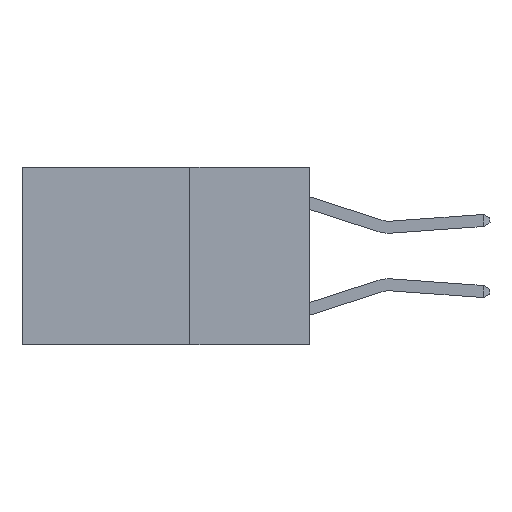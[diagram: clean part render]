
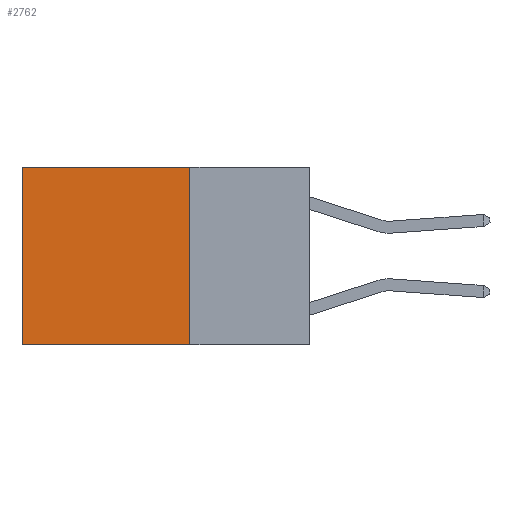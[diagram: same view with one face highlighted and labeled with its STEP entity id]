
A CAD part, left-side view. The second image highlights one B-rep face of the part: STEP entity #2762.
In plain terms, the highlighted planar face has unit normal (-1, 0, 0).
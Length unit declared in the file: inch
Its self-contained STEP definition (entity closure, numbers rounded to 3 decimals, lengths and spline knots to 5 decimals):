
#18 = EDGE_CURVE ( 'NONE', #15334, #7763, #8178, .T. ) ;
#450 = ORIENTED_EDGE ( 'NONE', *, *, #2364, .T. ) ;
#935 = ORIENTED_EDGE ( 'NONE', *, *, #10231, .F. ) ;
#1824 = ORIENTED_EDGE ( 'NONE', *, *, #7955, .F. ) ;
#1869 = CARTESIAN_POINT ( 'NONE',  ( 0.2625, 0.25, -0.37 ) ) ;
#2364 = EDGE_CURVE ( 'NONE', #7763, #13579, #11777, .T. ) ;
#2762 = ADVANCED_FACE ( 'NONE', ( #9065 ), #7727, .F. ) ;
#2845 = VECTOR ( 'NONE', #10178, 39.37008 ) ;
#3552 = CARTESIAN_POINT ( 'NONE',  ( 0.2625, 0.25, 0. ) ) ;
#3693 = EDGE_LOOP ( 'NONE', ( #450, #935, #1824, #3695 ) ) ;
#3695 = ORIENTED_EDGE ( 'NONE', *, *, #18, .T. ) ;
#4469 = CARTESIAN_POINT ( 'NONE',  ( 0.2625, 0.25, -0.37 ) ) ;
#4573 = LINE ( 'NONE', #4469, #20111 ) ;
#5182 = DIRECTION ( 'NONE',  ( 0., 0., -1. ) ) ;
#6358 = CARTESIAN_POINT ( 'NONE',  ( 0.2625, 0.6, 0. ) ) ;
#6973 = CARTESIAN_POINT ( 'NONE',  ( 0.2625, 0.6, 0. ) ) ;
#7410 = VECTOR ( 'NONE', #5182, 39.37008 ) ;
#7727 = PLANE ( 'NONE',  #15720 ) ;
#7763 = VERTEX_POINT ( 'NONE', #6358 ) ;
#7955 = EDGE_CURVE ( 'NONE', #15334, #18133, #20210, .T. ) ;
#8178 = LINE ( 'NONE', #18486, #8679 ) ;
#8679 = VECTOR ( 'NONE', #17446, 39.37008 ) ;
#9065 = FACE_OUTER_BOUND ( 'NONE', #3693, .T. ) ;
#10178 = DIRECTION ( 'NONE',  ( 0., 0., -1. ) ) ;
#10231 = EDGE_CURVE ( 'NONE', #18133, #13579, #4573, .T. ) ;
#10921 = DIRECTION ( 'NONE',  ( 0., 0., -1. ) ) ;
#11777 = LINE ( 'NONE', #6973, #2845 ) ;
#13579 = VERTEX_POINT ( 'NONE', #14474 ) ;
#13859 = DIRECTION ( 'NONE',  ( 0., 1., 0. ) ) ;
#14474 = CARTESIAN_POINT ( 'NONE',  ( 0.2625, 0.6, -0.37 ) ) ;
#15212 = CARTESIAN_POINT ( 'NONE',  ( 0.2625, 0.25, 0. ) ) ;
#15334 = VERTEX_POINT ( 'NONE', #15212 ) ;
#15720 = AXIS2_PLACEMENT_3D ( 'NONE', #18570, #20082, #10921 ) ;
#17446 = DIRECTION ( 'NONE',  ( 0., 1., 0. ) ) ;
#18133 = VERTEX_POINT ( 'NONE', #1869 ) ;
#18486 = CARTESIAN_POINT ( 'NONE',  ( 0.2625, 0.25, 0. ) ) ;
#18570 = CARTESIAN_POINT ( 'NONE',  ( 0.2625, 0.25, 0. ) ) ;
#20082 = DIRECTION ( 'NONE',  ( 1., 0., 0. ) ) ;
#20111 = VECTOR ( 'NONE', #13859, 39.37008 ) ;
#20210 = LINE ( 'NONE', #3552, #7410 ) ;
